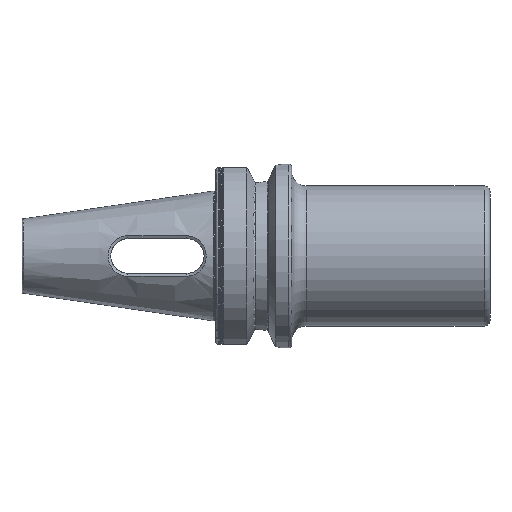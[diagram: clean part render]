
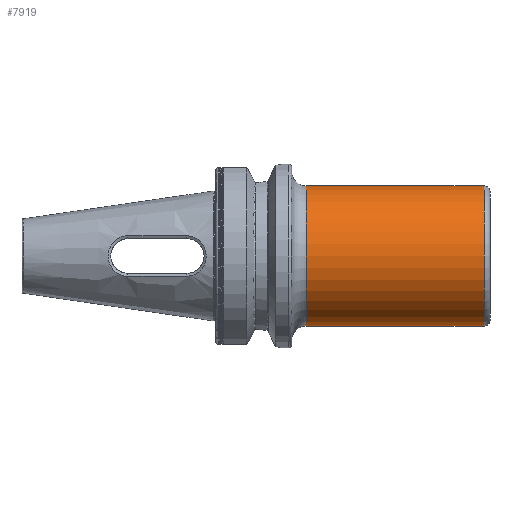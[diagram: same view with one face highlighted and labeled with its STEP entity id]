
A CAD part, front view. The second image highlights one B-rep face of the part: STEP entity #7919.
In plain terms, the highlighted cylindrical face has radius 24 mm (diameter 48 mm), a partial arc.
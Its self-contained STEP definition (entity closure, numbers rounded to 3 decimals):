
#291 = AXIS2_PLACEMENT_3D ( 'NONE', #5243, #5290, #5259 ) ;
#391 = CARTESIAN_POINT ( 'NONE',  ( 31., 0., 24. ) ) ;
#419 = CARTESIAN_POINT ( 'NONE',  ( 31., 0., -24. ) ) ;
#462 = CARTESIAN_POINT ( 'NONE',  ( 92., 0., -24. ) ) ;
#509 = CARTESIAN_POINT ( 'NONE',  ( 92., 0., 24. ) ) ;
#659 = DIRECTION ( 'NONE',  ( 0., 0., -1. ) ) ;
#672 = CARTESIAN_POINT ( 'NONE',  ( 92., 0., 0. ) ) ;
#673 = DIRECTION ( 'NONE',  ( -1., 0., 0. ) ) ;
#2564 = LINE ( 'NONE', #5244, #2608 ) ;
#2593 = CIRCLE ( 'NONE', #291, 24. ) ;
#2608 = VECTOR ( 'NONE', #5240, 1000. ) ;
#2907 = VERTEX_POINT ( 'NONE', #391 ) ;
#2916 = VERTEX_POINT ( 'NONE', #419 ) ;
#2968 = VERTEX_POINT ( 'NONE', #509 ) ;
#2972 = VERTEX_POINT ( 'NONE', #462 ) ;
#4289 = CARTESIAN_POINT ( 'NONE',  ( 85.752, 0., 0. ) ) ;
#4290 = DIRECTION ( 'NONE',  ( 1., 0., 0. ) ) ;
#4309 = DIRECTION ( 'NONE',  ( 0., 0., -1. ) ) ;
#5075 = CARTESIAN_POINT ( 'NONE',  ( 85.752, 0., 24. ) ) ;
#5084 = DIRECTION ( 'NONE',  ( 1., 0., 0. ) ) ;
#5240 = DIRECTION ( 'NONE',  ( 1., 0., 0. ) ) ;
#5243 = CARTESIAN_POINT ( 'NONE',  ( 31., 0., 0. ) ) ;
#5244 = CARTESIAN_POINT ( 'NONE',  ( 85.752, 0., -24. ) ) ;
#5259 = DIRECTION ( 'NONE',  ( 0., 0., -1. ) ) ;
#5290 = DIRECTION ( 'NONE',  ( 1., 0., 0. ) ) ;
#7287 = AXIS2_PLACEMENT_3D ( 'NONE', #4289, #4290, #4309 ) ;
#7374 = EDGE_CURVE ( 'NONE', #2972, #2968, #15284, .T. ) ;
#7583 = AXIS2_PLACEMENT_3D ( 'NONE', #672, #673, #659 ) ;
#7919 = ADVANCED_FACE ( 'NONE', ( #12248 ), #11788, .T. ) ;
#8336 = EDGE_CURVE ( 'NONE', #2907, #2968, #12152, .T. ) ;
#8376 = EDGE_CURVE ( 'NONE', #2907, #2916, #2593, .T. ) ;
#8379 = EDGE_CURVE ( 'NONE', #2916, #2972, #2564, .T. ) ;
#11373 = ORIENTED_EDGE ( 'NONE', *, *, #8336, .F. ) ;
#11389 = ORIENTED_EDGE ( 'NONE', *, *, #7374, .T. ) ;
#11400 = ORIENTED_EDGE ( 'NONE', *, *, #8376, .T. ) ;
#11412 = ORIENTED_EDGE ( 'NONE', *, *, #8379, .T. ) ;
#11788 = CYLINDRICAL_SURFACE ( 'NONE', #7287, 24. ) ;
#12152 = LINE ( 'NONE', #5075, #12160 ) ;
#12160 = VECTOR ( 'NONE', #5084, 1000. ) ;
#12248 = FACE_OUTER_BOUND ( 'NONE', #14063, .T. ) ;
#14063 = EDGE_LOOP ( 'NONE', ( #11373, #11400, #11412, #11389 ) ) ;
#15284 = CIRCLE ( 'NONE', #7583, 24. ) ;
